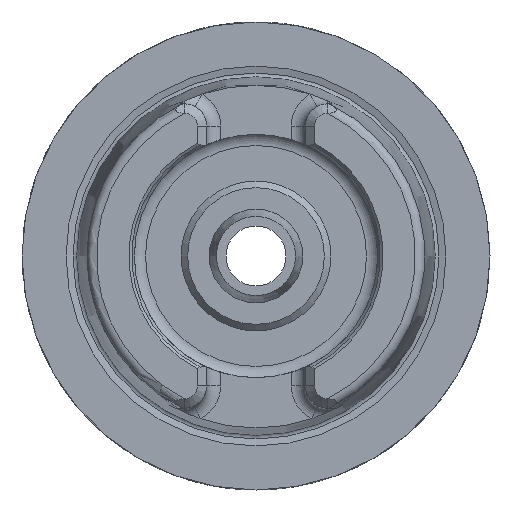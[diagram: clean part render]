
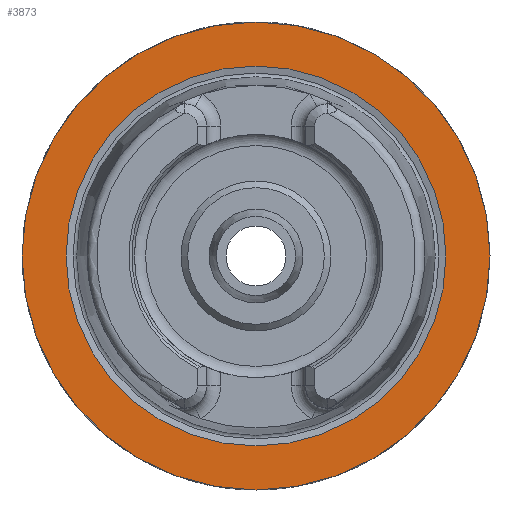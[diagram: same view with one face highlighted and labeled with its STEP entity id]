
A CAD part, left-side view. The second image highlights one B-rep face of the part: STEP entity #3873.
In plain terms, the highlighted planar face has unit normal (-1, 0, 0).
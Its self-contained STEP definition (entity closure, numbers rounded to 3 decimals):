
#3386=CARTESIAN_POINT('',(0.0,25.,0.0));
#3387=VERTEX_POINT('',#3386);
#3388=CARTESIAN_POINT('',(0.0,0.0,0.0));
#3389=DIRECTION('',(1.0,0.0,0.0));
#3390=DIRECTION('',(0.0,1.0,0.0));
#3391=AXIS2_PLACEMENT_3D('',#3388,#3389,#3390);
#3392=CIRCLE('',#3391,25.);
#3393=EDGE_CURVE('',#3387,#3387,#3392,.T.);
#3847=CARTESIAN_POINT('',(0.0,20.296,0.0));
#3848=VERTEX_POINT('',#3847);
#3849=CARTESIAN_POINT('',(0.0,0.0,0.0));
#3850=DIRECTION('',(1.0,0.0,0.0));
#3851=DIRECTION('',(0.0,1.0,0.0));
#3852=AXIS2_PLACEMENT_3D('',#3849,#3850,#3851);
#3853=CIRCLE('',#3852,20.296);
#3854=EDGE_CURVE('',#3848,#3848,#3853,.T.);
#3862=CARTESIAN_POINT('',(0.0,22.648,0.0));
#3863=DIRECTION('',(-1.0,0.0,0.0));
#3864=DIRECTION('',(0.0,0.0,1.0));
#3865=AXIS2_PLACEMENT_3D('',#3862,#3863,#3864);
#3866=PLANE('',#3865);
#3867=ORIENTED_EDGE('',*,*,#3393,.F.);
#3868=EDGE_LOOP('',(#3867));
#3869=FACE_OUTER_BOUND('',#3868,.T.);
#3870=ORIENTED_EDGE('',*,*,#3854,.T.);
#3871=EDGE_LOOP('',(#3870));
#3872=FACE_BOUND('',#3871,.T.);
#3873=ADVANCED_FACE('',(#3869,#3872),#3866,.T.);
